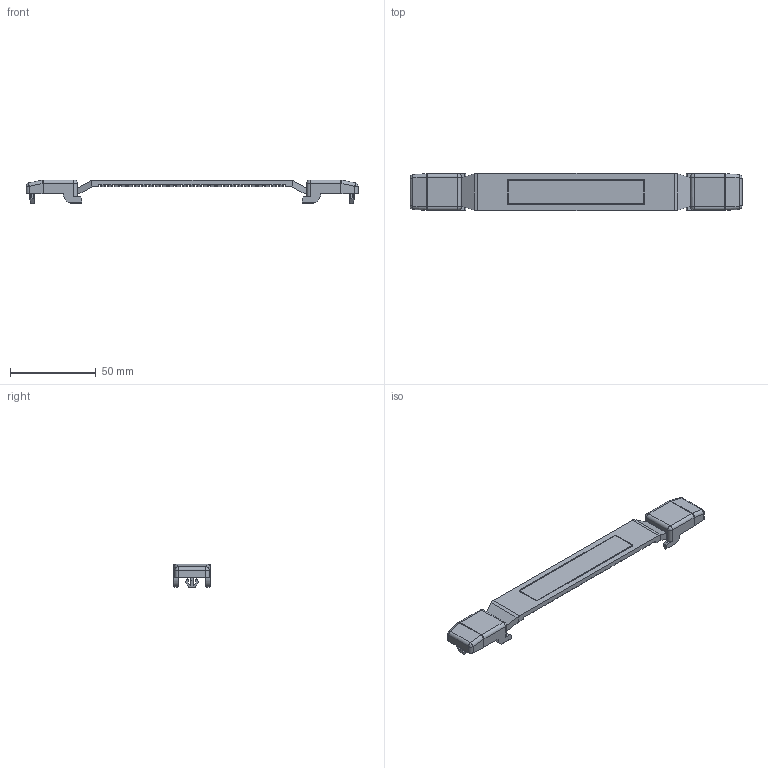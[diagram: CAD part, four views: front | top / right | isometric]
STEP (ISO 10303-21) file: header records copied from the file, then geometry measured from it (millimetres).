
FILE_DESCRIPTION((''),'2;1');
FILE_NAME('','2005-10-12T14:27:40',(''),(''),'','CADfix','');
FILE_SCHEMA(('AUTOMOTIVE_DESIGN'));
Length unit declared in the file: millimetre
Products named in the file (3): bracket; grip; THA_246_1_27780_36
Assembly tree (3 placements, depth 2):
  THA_246_1_27780_36
    bracket  x2
    grip
Bounding box: 194 x 22 x 14 mm (x, y, z)
Volume: 17885.5 mm3; surface area: 14824.5 mm2
Topology: 3 solids, 3 shells, 507 faces, 1353 edges, 854 vertices
Faces by surface type: bspline 507
Entity records: 20198 total; most frequent: CARTESIAN_POINT 13765, ORIENTED_EDGE 2286, EDGE_CURVE 1143, VERTEX_POINT 720, EDGE_LOOP 431, FACE_OUTER_BOUND 429, ADVANCED_FACE 429, QUASI_UNIFORM_CURVE 427
